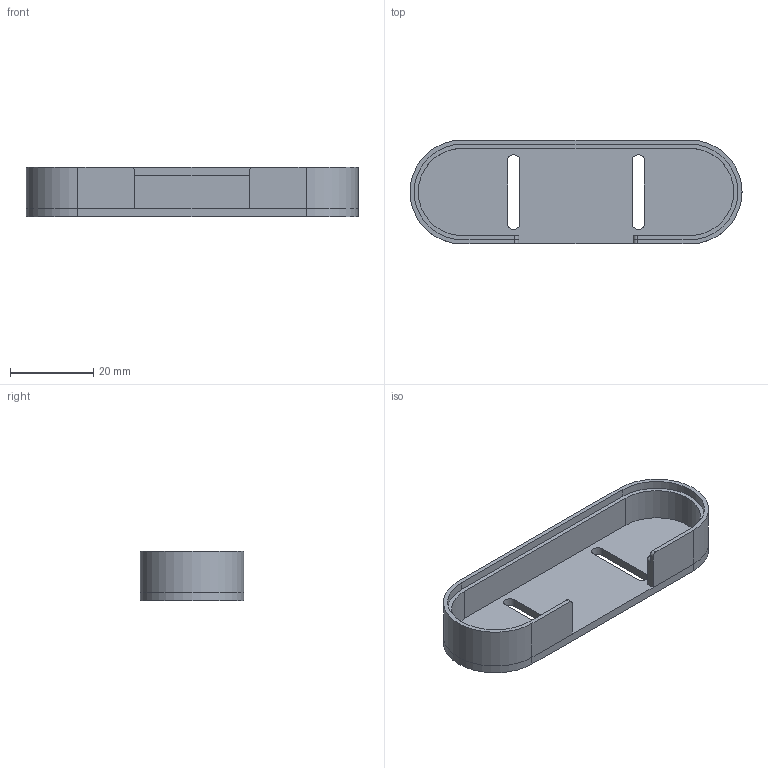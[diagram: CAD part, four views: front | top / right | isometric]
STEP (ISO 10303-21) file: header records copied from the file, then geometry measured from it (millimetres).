
FILE_DESCRIPTION(('FreeCAD Model'),'2;1');
FILE_NAME('Open CASCADE Shape Model','2025-05-05T18:21:14',(''),(''), 'Open CASCADE STEP processor 7.8','FreeCAD','Unknown');
FILE_SCHEMA(('AUTOMOTIVE_DESIGN { 1 0 10303 214 1 1 1 1 }'));
Length unit declared in the file: millimetre
Products named in the file (1): CamEnclosureBack
Bounding box: 80 x 25 x 12 mm (x, y, z)
Volume: 6314.5 mm3; surface area: 7199.4 mm2
Topology: 1 solids, 1 shells, 37 faces, 101 edges, 66 vertices
Faces by surface type: plane 21, cylinder 16
Entity records: 1203 total; most frequent: DIRECTION 207, CARTESIAN_POINT 205, ORIENTED_EDGE 202, EDGE_CURVE 101, LINE 71, VECTOR 71, AXIS2_PLACEMENT_3D 68, VERTEX_POINT 66
